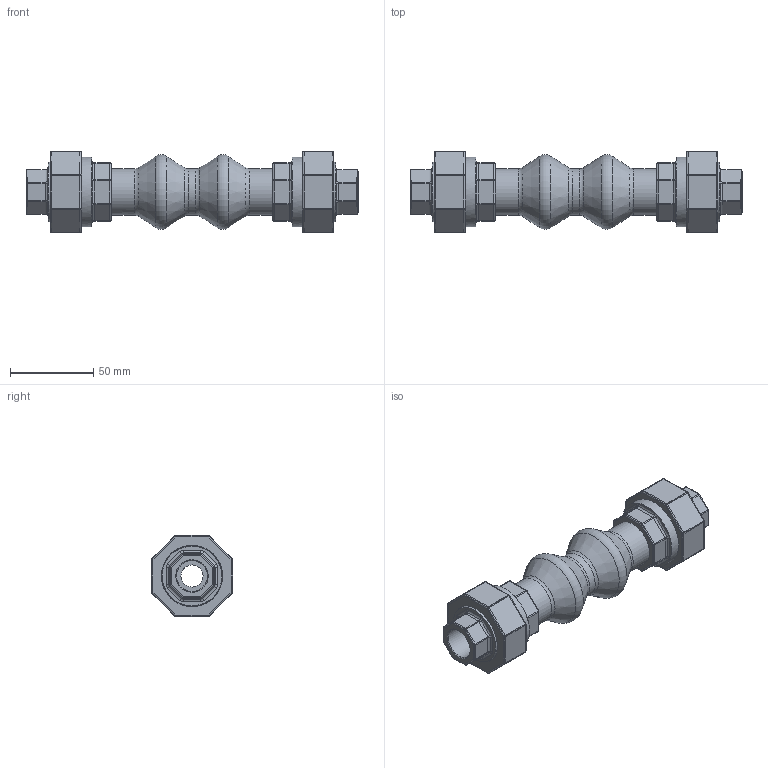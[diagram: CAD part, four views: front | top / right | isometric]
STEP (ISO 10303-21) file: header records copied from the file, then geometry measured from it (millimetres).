
FILE_DESCRIPTION(('HOOPS Exchange Step'),'2;1');
FILE_NAME('KP02_DN15.stp','2025-12-08T10:51:41+01:00',('nieru'),('Unknown organisation'),'HOOPS Exchange 2024.2','HOOPS Exchange','Unknown authorisation');
FILE_SCHEMA( ('AP203_CONFIGURATION_CONTROLLED_3D_DESIGN_OF_MECHANICAL_PARTS_AND_ASSEMBLIES_MIM_LF') );
Length unit declared in the file: millimetre
Products named in the file (2): 0; root
Assembly tree (1 placements, depth 2):
  root
    0
Bounding box: 200 x 49 x 49 mm (x, y, z)
Volume: 172142.5 mm3; surface area: 47355.5 mm2
Topology: 1 solids, 3 shells, 532 faces, 1257 edges, 747 vertices
Faces by surface type: cylinder 276, sphere 128, plane 70, torus 48, cone 10
Full cylindrical faces by diameter (mm): 13.366 x2, 14 x1, 18.631 x2, 24 x2, 28 x3, 36 x2, 37 x2, 39 x2, 39.835 x2, 42 x2
Entity records: 43414 total; most frequent: CARTESIAN_POINT 32410, ORIENTED_EDGE 2514, DIRECTION 1843, EDGE_CURVE 1257, VERTEX_POINT 747, AXIS2_PLACEMENT_3D 714, B_SPLINE_CURVE_WITH_KNOTS 663, EDGE_LOOP 554
